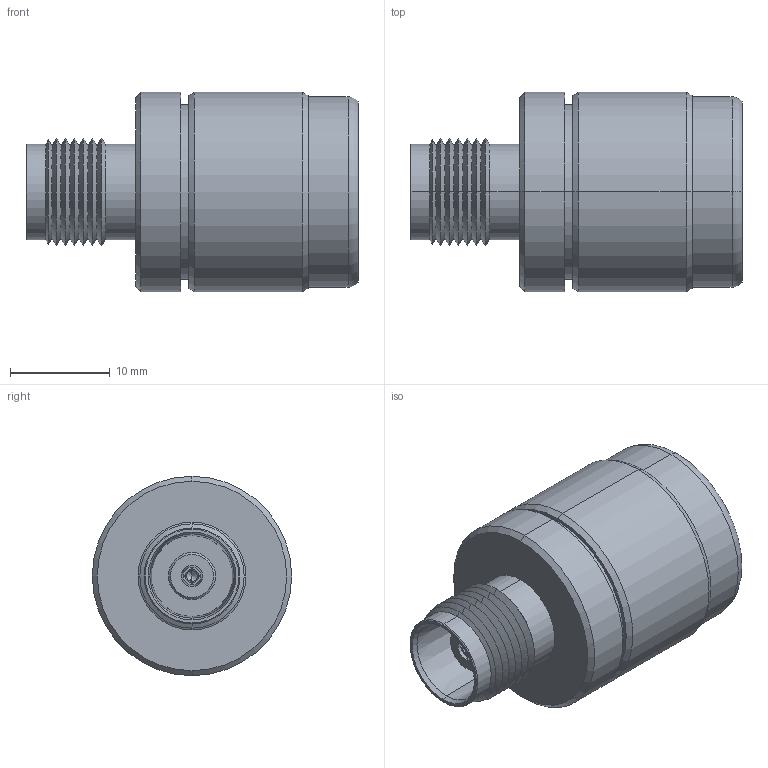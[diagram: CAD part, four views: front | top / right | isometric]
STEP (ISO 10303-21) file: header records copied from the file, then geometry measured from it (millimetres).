
FILE_DESCRIPTION (( 'STEP AP214' ), '1' );
FILE_NAME ('FMAD10052_3D.step', '2025-02-24T20:23:39', ( '' ), ( '' ), 'SwSTEP 2.0', 'SolidWorks 2022', '' );
FILE_SCHEMA (( 'AUTOMOTIVE_DESIGN' ));
Length unit declared in the file: millimetre
Products named in the file (1): FMAD10052_3D
Bounding box: 33.3 x 20 x 20 mm (x, y, z)
Volume: 5393.5 mm3; surface area: 5113.2 mm2
Topology: 1 solids, 1 shells, 165 faces, 346 edges, 198 vertices
Faces by surface type: cone 88, cylinder 40, plane 33, torus 2, sphere 2
Entity records: 4933 total; most frequent: DIRECTION 840, CARTESIAN_POINT 828, ORIENTED_EDGE 688, AXIS2_PLACEMENT_3D 354, EDGE_CURVE 344, VERTEX_POINT 198, CIRCLE 188, EDGE_LOOP 182
